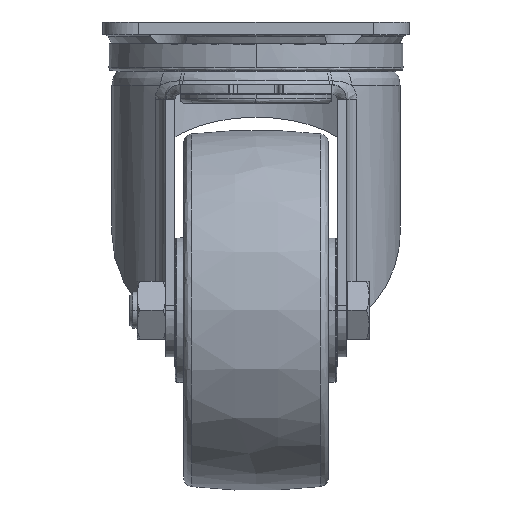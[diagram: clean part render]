
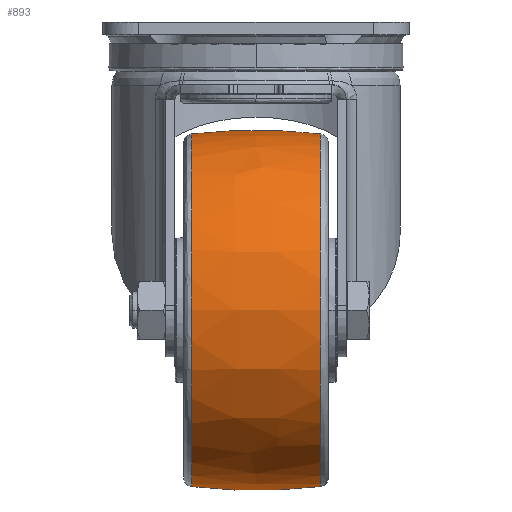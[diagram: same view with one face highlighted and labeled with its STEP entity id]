
A CAD part, left-side view. The second image highlights one B-rep face of the part: STEP entity #893.
In plain terms, the highlighted free-form (B-spline) face has degree [3, 3] with [4, 4] control points.
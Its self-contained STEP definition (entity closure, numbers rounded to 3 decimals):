
#123 = FACE_OUTER_BOUND ( 'NONE', #6058, .T. ) ;
#458 = DIRECTION ( 'NONE',  ( 0., 0., -1. ) ) ;
#618 =( BOUNDED_SURFACE ( )  B_SPLINE_SURFACE ( 3, 3, ( 
 ( #12370, #6576, #12105, #10222 ),
 ( #2292, #20007, #8481, #18139 ),
 ( #4260, #16266, #2480, #12281 ),
 ( #22048, #21966, #24014, #6393 ) ),
 .UNSPECIFIED., .F., .F., .F. ) 
 B_SPLINE_SURFACE_WITH_KNOTS ( ( 4, 4 ),
 ( 4, 4 ),
 ( 0., 1. ),
 ( 0., 1. ),
 .UNSPECIFIED. ) 
 GEOMETRIC_REPRESENTATION_ITEM ( )  RATIONAL_B_SPLINE_SURFACE ( (
 ( 1., 0.333, 0.333, 1.),
 ( 0.995, 0.332, 0.332, 0.995),
 ( 0.995, 0.332, 0.332, 0.995),
 ( 1., 0.333, 0.333, 1.) ) ) 
 REPRESENTATION_ITEM ( '' )  SURFACE ( )  );
#711 = DIRECTION ( 'NONE',  ( -1., 0., 0. ) ) ;
#863 = EDGE_CURVE ( 'NONE', #8371, #7808, #14277, .T. ) ;
#893 = ADVANCED_FACE ( 'NONE', ( #123 ), #618, .T. ) ;
#925 = VERTEX_POINT ( 'NONE', #24245 ) ;
#2079 = CARTESIAN_POINT ( 'NONE',  ( -45., 0., -180. ) ) ;
#2184 = CIRCLE ( 'NONE', #9318, 150. ) ;
#2292 = CARTESIAN_POINT ( 'NONE',  ( -45., 5.941, -130.357 ) ) ;
#2424 = DIRECTION ( 'NONE',  ( 0., -1., 0. ) ) ;
#2480 = CARTESIAN_POINT ( 'NONE',  ( -145.71, -5.998, -29.645 ) ) ;
#3216 = CIRCLE ( 'NONE', #12829, 48.934 ) ;
#4260 = CARTESIAN_POINT ( 'NONE',  ( -45., -5.998, -130.355 ) ) ;
#4469 = DIRECTION ( 'NONE',  ( 0., 1., 0. ) ) ;
#5747 = DIRECTION ( 'NONE',  ( 1., 0., 0. ) ) ;
#6058 = EDGE_LOOP ( 'NONE', ( #7333, #19426, #6405, #18970 ) ) ;
#6393 = CARTESIAN_POINT ( 'NONE',  ( -45., -17.853, -31.066 ) ) ;
#6405 = ORIENTED_EDGE ( 'NONE', *, *, #7113, .T. ) ;
#6434 = CARTESIAN_POINT ( 'NONE',  ( -45., 17.797, -128.941 ) ) ;
#6576 = CARTESIAN_POINT ( 'NONE',  ( -142.881, 17.797, -128.941 ) ) ;
#7113 = EDGE_CURVE ( 'NONE', #7808, #20929, #3216, .T. ) ;
#7187 = EDGE_CURVE ( 'NONE', #925, #8371, #17087, .T. ) ;
#7333 = ORIENTED_EDGE ( 'NONE', *, *, #7187, .T. ) ;
#7766 = DIRECTION ( 'NONE',  ( 0., 0., 1. ) ) ;
#7808 = VERTEX_POINT ( 'NONE', #22508 ) ;
#8356 = CARTESIAN_POINT ( 'NONE',  ( -45., -17.853, -80. ) ) ;
#8371 = VERTEX_POINT ( 'NONE', #6434 ) ;
#8481 = CARTESIAN_POINT ( 'NONE',  ( -145.714, 5.941, -29.643 ) ) ;
#9318 = AXIS2_PLACEMENT_3D ( 'NONE', #2079, #5747, #7766 ) ;
#10222 = CARTESIAN_POINT ( 'NONE',  ( -45., 17.797, -31.059 ) ) ;
#10345 = DIRECTION ( 'NONE',  ( 0., 0., 1. ) ) ;
#12063 = DIRECTION ( 'NONE',  ( 0., 0., 1. ) ) ;
#12105 = CARTESIAN_POINT ( 'NONE',  ( -142.881, 17.797, -31.059 ) ) ;
#12281 = CARTESIAN_POINT ( 'NONE',  ( -45., -5.998, -29.645 ) ) ;
#12370 = CARTESIAN_POINT ( 'NONE',  ( -45., 17.797, -128.941 ) ) ;
#12829 = AXIS2_PLACEMENT_3D ( 'NONE', #8356, #4469, #12063 ) ;
#14277 = CIRCLE ( 'NONE', #20116, 150. ) ;
#15872 = EDGE_CURVE ( 'NONE', #925, #20929, #2184, .T. ) ;
#16266 = CARTESIAN_POINT ( 'NONE',  ( -145.71, -5.998, -130.355 ) ) ;
#16808 = AXIS2_PLACEMENT_3D ( 'NONE', #20207, #2424, #10345 ) ;
#17087 = CIRCLE ( 'NONE', #16808, 48.941 ) ;
#18139 = CARTESIAN_POINT ( 'NONE',  ( -45., 5.941, -29.643 ) ) ;
#18393 = CARTESIAN_POINT ( 'NONE',  ( -45., 0., 20. ) ) ;
#18970 = ORIENTED_EDGE ( 'NONE', *, *, #15872, .F. ) ;
#19426 = ORIENTED_EDGE ( 'NONE', *, *, #863, .T. ) ;
#20007 = CARTESIAN_POINT ( 'NONE',  ( -145.714, 5.941, -130.357 ) ) ;
#20116 = AXIS2_PLACEMENT_3D ( 'NONE', #18393, #711, #458 ) ;
#20207 = CARTESIAN_POINT ( 'NONE',  ( -45., 17.797, -80. ) ) ;
#20929 = VERTEX_POINT ( 'NONE', #22497 ) ;
#21966 = CARTESIAN_POINT ( 'NONE',  ( -142.868, -17.853, -128.934 ) ) ;
#22048 = CARTESIAN_POINT ( 'NONE',  ( -45., -17.853, -128.934 ) ) ;
#22497 = CARTESIAN_POINT ( 'NONE',  ( -45., -17.853, -31.066 ) ) ;
#22508 = CARTESIAN_POINT ( 'NONE',  ( -45., -17.853, -128.934 ) ) ;
#24014 = CARTESIAN_POINT ( 'NONE',  ( -142.868, -17.853, -31.066 ) ) ;
#24245 = CARTESIAN_POINT ( 'NONE',  ( -45., 17.797, -31.059 ) ) ;
